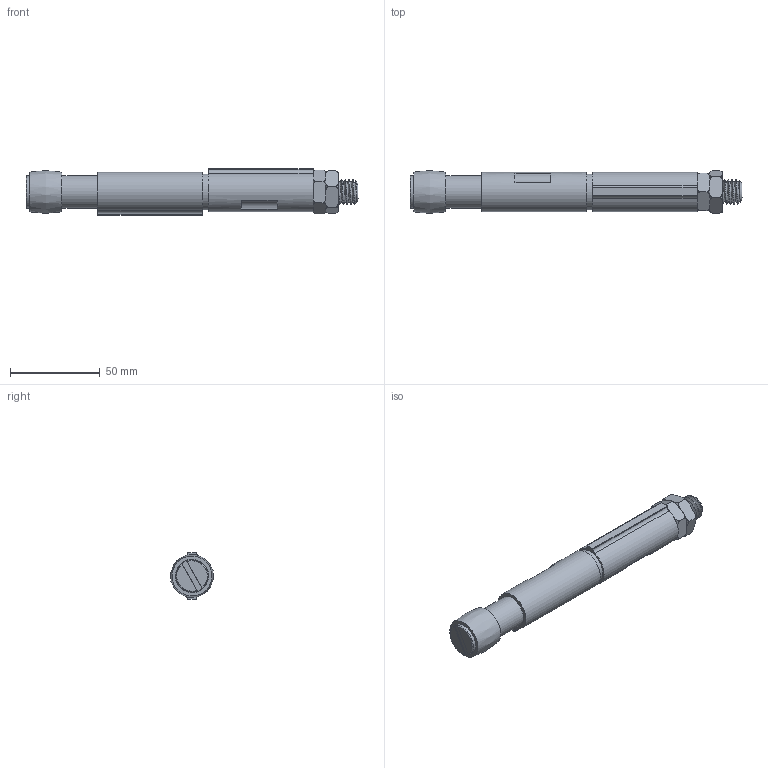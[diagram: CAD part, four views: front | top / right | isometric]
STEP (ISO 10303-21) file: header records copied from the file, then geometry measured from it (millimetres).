
FILE_DESCRIPTION((''),'2;1');
FILE_NAME('1106SO.stp','2008-12-19T08:48:13',('Giuliano'),(''),'Autodesk Inventor 2009','Autodesk Inventor 2009','');
FILE_SCHEMA(('AUTOMOTIVE_DESIGN { 1 0 10303 214 1 1 1 1 }'));
Length unit declared in the file: millimetre
Products named in the file (1): Pièce12
Bounding box: 185 x 23.81 x 26 mm (x, y, z)
Volume: 64233.2 mm3; surface area: 29641.1 mm2
Topology: 1 solids, 1 shells, 115 faces, 275 edges, 176 vertices
Faces by surface type: plane 55, bspline 28, cylinder 28, torus 3, cone 1
Full cylindrical faces by diameter (mm): 13.8 x9, 14.05 x2, 14.3 x1, 14.5 x2, 18 x2, 18.5 x1, 20 x1
Entity records: 9930 total; most frequent: CARTESIAN_POINT 7553, ORIENTED_EDGE 466, DIRECTION 407, EDGE_CURVE 233, AXIS2_PLACEMENT_3D 162, VERTEX_POINT 156, EDGE_LOOP 135, STYLED_ITEM 107
